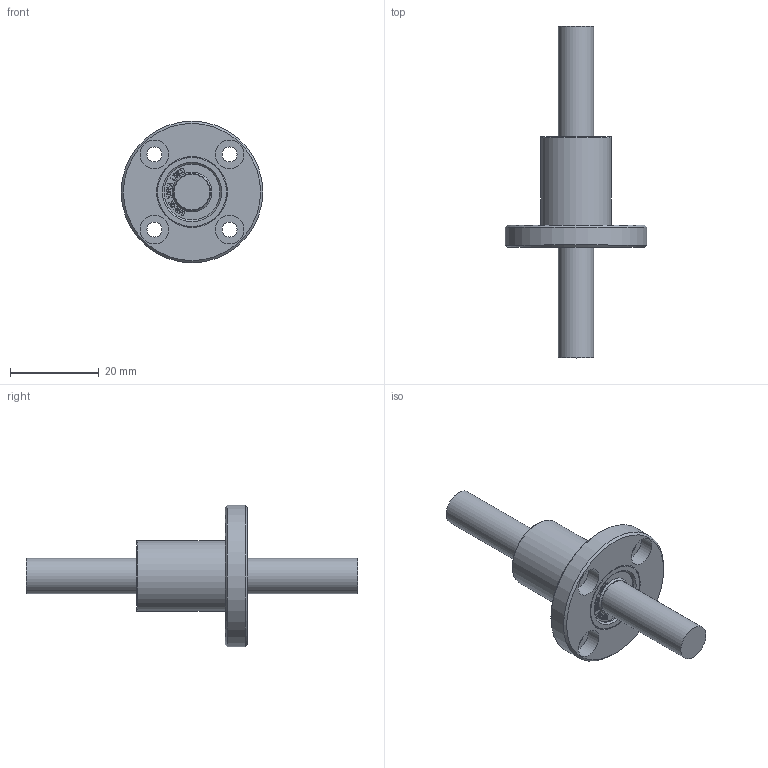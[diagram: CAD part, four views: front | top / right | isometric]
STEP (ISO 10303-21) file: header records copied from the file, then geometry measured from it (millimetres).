
FILE_DESCRIPTION((''),'2;1');
FILE_NAME('LMEF8UU.stp','2013-02-05T19:36:48',('user2'),(''),'Autodesk Inventor 2012','Autodesk Inventor 2012','');
FILE_SCHEMA(('AUTOMOTIVE_DESIGN { 1 0 10303 214 1 1 1 1 }'));
Length unit declared in the file: millimetre
Products named in the file (1): LMEF8UU
Bounding box: 32 x 75 x 32 mm (x, y, z)
Volume: 9927.3 mm3; surface area: 4671.9 mm2
Topology: 1 solids, 1 shells, 823 faces, 2291 edges, 1526 vertices
Faces by surface type: bspline 580, plane 220, cylinder 15, cone 6, torus 2
Full cylindrical faces by diameter (mm): 3.4 x4, 6.5 x4, 8 x2, 12.6 x2, 16 x2, 32 x1
Entity records: 28263 total; most frequent: CARTESIAN_POINT 10414, ORIENTED_EDGE 4532, EDGE_CURVE 2266, DIRECTION 1634, VERTEX_POINT 1524, VECTOR 1066, LINE 1066, EDGE_LOOP 910
